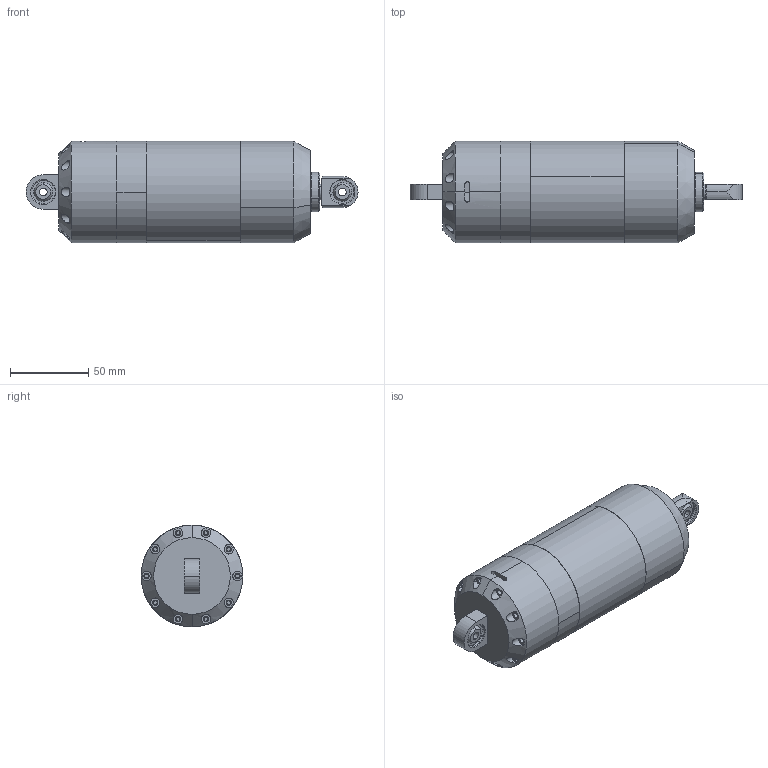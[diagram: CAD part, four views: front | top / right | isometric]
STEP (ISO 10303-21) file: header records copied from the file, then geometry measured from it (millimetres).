
FILE_DESCRIPTION (( 'STEP AP203' ), '1' );
FILE_NAME ('A-79822rev.I 俋倛芞 SEA801-XXX.STEP', '2024-04-29T09:40:09', ( '' ), ( '' ), 'SwSTEP 2.0', 'SolidWorks 2016', '' );
FILE_SCHEMA (( 'CONFIG_CONTROL_DESIGN' ));
Length unit declared in the file: millimetre
Products named in the file (1): A-79822rev.I 俋倛芞 SEA801-XXX
Bounding box: 212 x 65 x 65 mm (x, y, z)
Surface area: 68535.2 mm2 (no closed solid volume)
Topology: 0 solids, 12 shells, 176 faces, 507 edges, 365 vertices
Faces by surface type: cylinder 91, plane 41, torus 26, cone 10, sphere 8
Entity records: 6815 total; most frequent: CARTESIAN_POINT 1801, DIRECTION 1156, ORIENTED_EDGE 873, AXIS2_PLACEMENT_3D 524, EDGE_CURVE 507, VERTEX_POINT 365, CIRCLE 347, EDGE_LOOP 267
